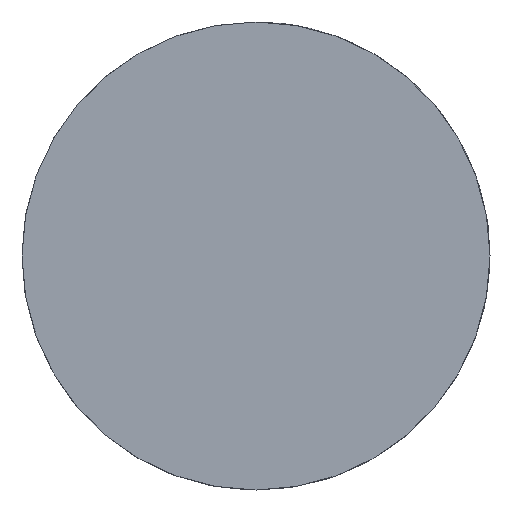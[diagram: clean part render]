
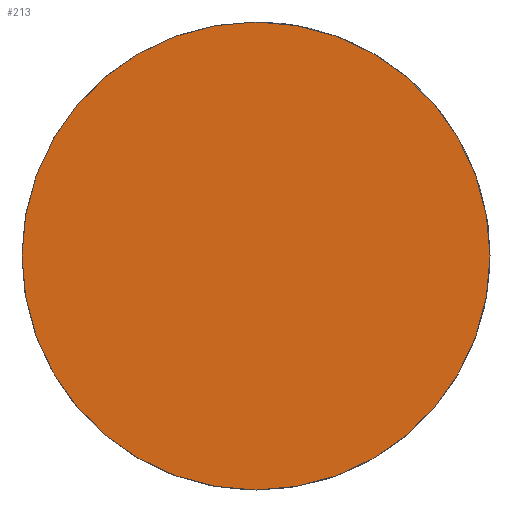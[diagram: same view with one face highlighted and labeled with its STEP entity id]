
A CAD part, left-side view. The second image highlights one B-rep face of the part: STEP entity #213.
In plain terms, the highlighted planar face has unit normal (-1, 0, 0).
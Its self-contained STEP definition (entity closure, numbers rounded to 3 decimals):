
#5 = FACE_OUTER_BOUND ( 'NONE', #116, .T. ) ;
#20 = CARTESIAN_POINT ( 'NONE',  ( 0., 0., -12.5 ) ) ;
#41 = DIRECTION ( 'NONE',  ( 1., 0., 0. ) ) ;
#94 = CARTESIAN_POINT ( 'NONE',  ( 0., 0., 0. ) ) ;
#98 = CIRCLE ( 'NONE', #102, 12.5 ) ;
#102 = AXIS2_PLACEMENT_3D ( 'NONE', #94, #130, #164 ) ;
#110 = DIRECTION ( 'NONE',  ( 0., 0., -1. ) ) ;
#111 = VERTEX_POINT ( 'NONE', #20 ) ;
#116 = EDGE_LOOP ( 'NONE', ( #191 ) ) ;
#130 = DIRECTION ( 'NONE',  ( 1., 0., 0. ) ) ;
#142 = AXIS2_PLACEMENT_3D ( 'NONE', #202, #41, #110 ) ;
#164 = DIRECTION ( 'NONE',  ( 0., 0., -1. ) ) ;
#165 = EDGE_CURVE ( 'NONE', #111, #111, #98, .T. ) ;
#191 = ORIENTED_EDGE ( 'NONE', *, *, #165, .F. ) ;
#201 = PLANE ( 'NONE',  #142 ) ;
#202 = CARTESIAN_POINT ( 'NONE',  ( 0., 0., 0. ) ) ;
#213 = ADVANCED_FACE ( 'NONE', ( #5 ), #201, .F. ) ;
